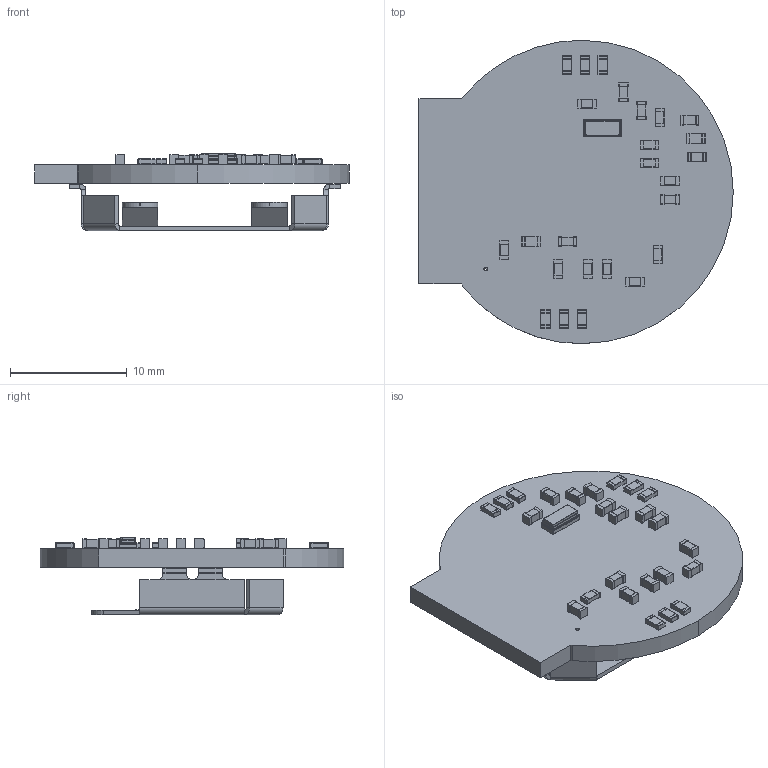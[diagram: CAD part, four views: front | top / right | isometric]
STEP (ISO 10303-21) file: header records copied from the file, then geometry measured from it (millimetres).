
FILE_DESCRIPTION(('KiCad electronic assembly'),'2;1');
FILE_NAME('Snowflake-Ornament.step','2024-11-07T20:15:08',('Pcbnew'),( 'Kicad'),'Open CASCADE STEP processor 7.7','KiCad to STEP converter' ,'Unknown');
FILE_SCHEMA(('AUTOMOTIVE_DESIGN { 1 0 10303 214 1 1 1 1 }'));
Length unit declared in the file: millimetre
Products named in the file (12): Snowflake-Ornament 1; C_0603_1608Metric; L_0603_1608Metric; Crystal_SMD_3215-2Pin_3.2x1.5mm; R_0603_1608Metric; BatteryHolder_Keystone_3034_1x20mm; Snowflake-Ornament_PCB
Assembly tree (33 placements, depth 3):
  Snowflake-Ornament 1
    C_0603_1608Metric  x12
      C_0603_1608Metric
    L_0603_1608Metric  x3
      L_0603_1608Metric
    Crystal_SMD_3215-2Pin_3.2x1.5mm
      Crystal_SMD_3215-2Pin_3.2x1.5mm
    R_0603_1608Metric  x10
      R_0603_1608Metric
    BatteryHolder_Keystone_3034_1x20mm
      BatteryHolder_Keystone_3034_1x20mm
    Snowflake-Ornament_PCB
Bounding box: 26.95 x 26 x 6.63 mm (x, y, z)
Volume: 1053.8 mm3; surface area: 2177.2 mm2
Topology: 28 solids, 28 shells, 1012 faces, 2562 edges, 1636 vertices
Faces by surface type: plane 611, cylinder 365, torus 36
Full cylindrical faces by diameter (mm): 0.3 x1
Entity records: 14246 total; most frequent: CARTESIAN_POINT 2230, DIRECTION 2216, ORIENTED_EDGE 2028, EDGE_CURVE 1014, AXIS2_PLACEMENT_3D 762, LINE 692, VECTOR 692, VERTEX_POINT 616
